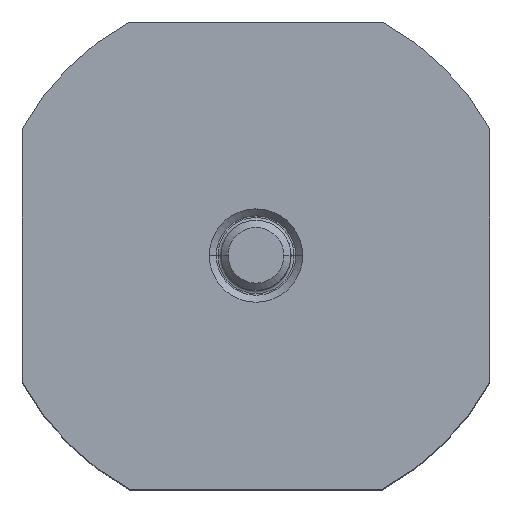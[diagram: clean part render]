
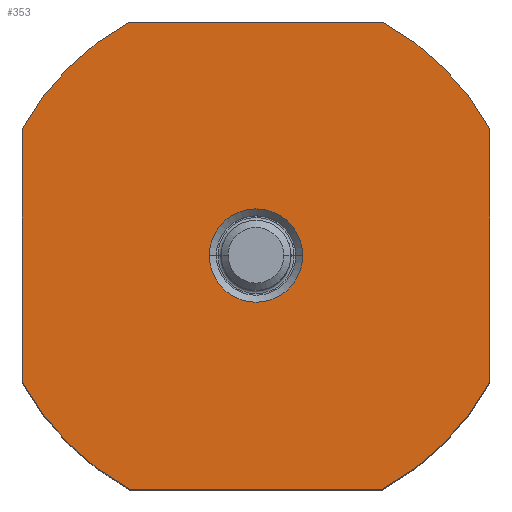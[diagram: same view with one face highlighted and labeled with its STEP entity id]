
A CAD part, top view. The second image highlights one B-rep face of the part: STEP entity #353.
In plain terms, the highlighted planar face has unit normal (0, 0, 1).
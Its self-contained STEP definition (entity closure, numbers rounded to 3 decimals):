
#353=ADVANCED_FACE('',(#677,#678),#679,.T.);
#677=FACE_BOUND('',#1005,.T.);
#678=FACE_OUTER_BOUND('',#1006,.T.);
#679=PLANE('',#1007);
#1005=EDGE_LOOP('',(#1663,#1664));
#1006=EDGE_LOOP('',(#1665,#1666,#1667,#1668,#1669,#1670,#1671,#1672));
#1007=AXIS2_PLACEMENT_3D('',#1673,#1674,#1675);
#1663=ORIENTED_EDGE('',*,*,#2131,.T.);
#1664=ORIENTED_EDGE('',*,*,#2175,.T.);
#1665=ORIENTED_EDGE('',*,*,#2155,.T.);
#1666=ORIENTED_EDGE('',*,*,#2192,.T.);
#1667=ORIENTED_EDGE('',*,*,#2193,.T.);
#1668=ORIENTED_EDGE('',*,*,#2194,.T.);
#1669=ORIENTED_EDGE('',*,*,#2166,.T.);
#1670=ORIENTED_EDGE('',*,*,#2195,.T.);
#1671=ORIENTED_EDGE('',*,*,#2196,.T.);
#1672=ORIENTED_EDGE('',*,*,#2197,.T.);
#1673=CARTESIAN_POINT('',(0.0,0.0,23.0));
#1674=DIRECTION('',(0.0,0.0,1.0));
#1675=DIRECTION('',(1.0,0.0,0.0));
#2131=EDGE_CURVE('',#2527,#2530,#2532,.T.);
#2155=EDGE_CURVE('',#2573,#2571,#2574,.T.);
#2166=EDGE_CURVE('',#2589,#2587,#2590,.T.);
#2175=EDGE_CURVE('',#2530,#2527,#2602,.T.);
#2192=EDGE_CURVE('',#2571,#2621,#2622,.T.);
#2193=EDGE_CURVE('',#2621,#2623,#2624,.T.);
#2194=EDGE_CURVE('',#2623,#2589,#2625,.T.);
#2195=EDGE_CURVE('',#2587,#2626,#2627,.T.);
#2196=EDGE_CURVE('',#2626,#2628,#2629,.T.);
#2197=EDGE_CURVE('',#2628,#2573,#2630,.T.);
#2527=VERTEX_POINT('',#3060);
#2530=VERTEX_POINT('',#3064);
#2532=CIRCLE('',#3067,4.0);
#2571=VERTEX_POINT('',#3122);
#2573=VERTEX_POINT('',#3125);
#2574=LINE('',#3126,#3127);
#2587=VERTEX_POINT('',#3146);
#2589=VERTEX_POINT('',#3149);
#2590=LINE('',#3150,#3151);
#2602=CIRCLE('',#3169,4.0);
#2621=VERTEX_POINT('',#3190);
#2622=CIRCLE('',#3191,22.75);
#2623=VERTEX_POINT('',#3192);
#2624=LINE('',#3193,#3194);
#2625=CIRCLE('',#3195,22.75);
#2626=VERTEX_POINT('',#3196);
#2627=CIRCLE('',#3197,22.75);
#2628=VERTEX_POINT('',#3198);
#2629=LINE('',#3199,#3200);
#2630=CIRCLE('',#3201,22.75);
#3060=CARTESIAN_POINT('',(4.0,0.0,23.0));
#3064=CARTESIAN_POINT('',(-4.0,0.,23.0));
#3067=AXIS2_PLACEMENT_3D('',#3608,#3609,#3610);
#3122=CARTESIAN_POINT('',(10.843,-20.0,23.0));
#3125=CARTESIAN_POINT('',(-10.843,-20.0,23.0));
#3126=CARTESIAN_POINT('',(0.0,-20.0,23.0));
#3127=VECTOR('',#3634,1.0);
#3146=CARTESIAN_POINT('',(-10.843,20.0,23.0));
#3149=CARTESIAN_POINT('',(10.843,20.0,23.0));
#3150=CARTESIAN_POINT('',(0.0,20.0,23.0));
#3151=VECTOR('',#3642,1.0);
#3169=AXIS2_PLACEMENT_3D('',#3649,#3650,#3651);
#3190=CARTESIAN_POINT('',(20.0,-10.843,23.0));
#3191=AXIS2_PLACEMENT_3D('',#3672,#3673,#3674);
#3192=CARTESIAN_POINT('',(20.0,10.843,23.0));
#3193=CARTESIAN_POINT('',(20.0,0.0,23.0));
#3194=VECTOR('',#3675,1.0);
#3195=AXIS2_PLACEMENT_3D('',#3676,#3677,#3678);
#3196=CARTESIAN_POINT('',(-20.0,10.843,23.0));
#3197=AXIS2_PLACEMENT_3D('',#3679,#3680,#3681);
#3198=CARTESIAN_POINT('',(-20.0,-10.843,23.0));
#3199=CARTESIAN_POINT('',(-20.0,0.0,23.0));
#3200=VECTOR('',#3682,1.0);
#3201=AXIS2_PLACEMENT_3D('',#3683,#3684,#3685);
#3608=CARTESIAN_POINT('',(0.0,0.0,23.0));
#3609=DIRECTION('',(0.0,0.0,-1.0));
#3610=DIRECTION('',(1.0,0.0,0.0));
#3634=DIRECTION('',(1.0,0.0,-0.0));
#3642=DIRECTION('',(-1.0,0.0,0.0));
#3649=CARTESIAN_POINT('',(0.0,0.0,23.0));
#3650=DIRECTION('',(0.0,0.0,-1.0));
#3651=DIRECTION('',(1.0,0.0,0.0));
#3672=CARTESIAN_POINT('',(0.0,0.0,23.0));
#3673=DIRECTION('',(0.0,0.0,1.0));
#3674=DIRECTION('',(1.0,0.0,0.0));
#3675=DIRECTION('',(0.0,1.0,0.0));
#3676=CARTESIAN_POINT('',(0.0,0.0,23.0));
#3677=DIRECTION('',(0.0,0.0,1.0));
#3678=DIRECTION('',(1.0,0.0,0.0));
#3679=CARTESIAN_POINT('',(0.0,0.0,23.0));
#3680=DIRECTION('',(0.0,0.0,1.0));
#3681=DIRECTION('',(1.0,0.0,0.0));
#3682=DIRECTION('',(0.0,-1.0,0.0));
#3683=CARTESIAN_POINT('',(0.0,0.0,23.0));
#3684=DIRECTION('',(0.0,0.0,1.0));
#3685=DIRECTION('',(1.0,0.0,0.0));
